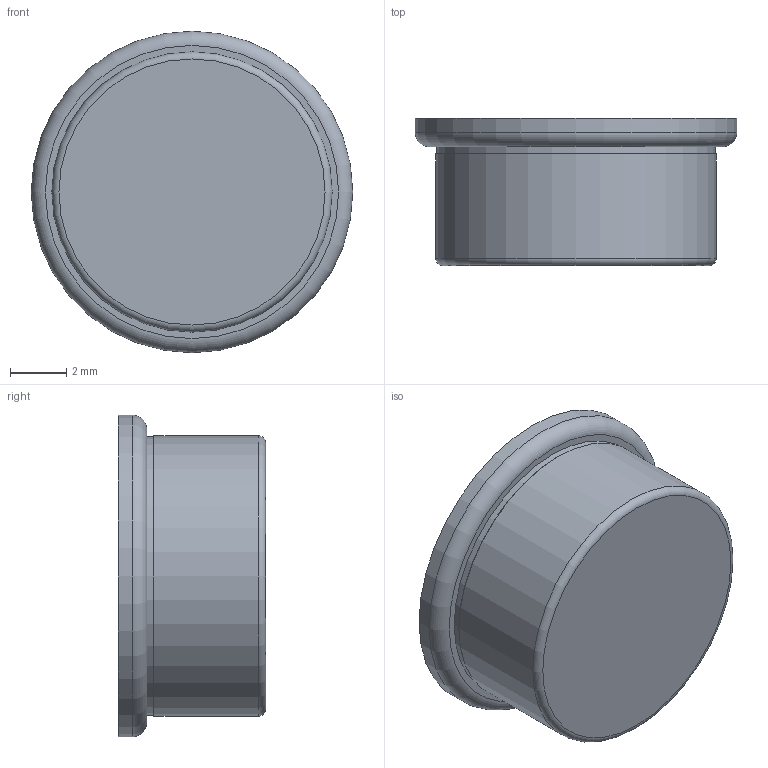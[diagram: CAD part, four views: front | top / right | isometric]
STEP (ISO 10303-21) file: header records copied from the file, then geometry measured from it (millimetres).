
FILE_DESCRIPTION(/* description */ ('SB4011 Series - 3 Amp Momentary Pushbuttons -trmnl_hold-'),/* implementation_level */ '2;1');
FILE_NAME(/* name */ 'SB40-trmnl_hold.ipt.step',/* time_stamp */ '2014-01-07T11:07:34-08:00',/* author */ ('Cadenas PARTsolutions'),/* organization */ ('NKKSWITCHES'),/* preprocessor_version */ 'ST-DEVELOPER v15.2',/* originating_system */ 'Autodesk Inventor 2014',/* authorisation */ '');
FILE_SCHEMA (('AUTOMOTIVE_DESIGN { 1 0 10303 214 3 1 1 }'));
Length unit declared in the file: inch
Products named in the file (1): SB40-trmnl_hold
Bounding box: 11.48 x 5.26 x 11.48 mm (x, y, z)
Volume: 436.2 mm3; surface area: 367.2 mm2
Topology: 1 solids, 1 shells, 9 faces, 14 edges, 9 vertices
Faces by surface type: plane 4, cylinder 3, torus 2
Full cylindrical faces by diameter (mm): 9.957 x1, 10.008 x1, 11.481 x1
Entity records: 197 total; most frequent: DIRECTION 36, CARTESIAN_POINT 26, AXIS2_PLACEMENT_3D 18, EDGE_LOOP 16, ORIENTED_EDGE 16, FACE_BOUND 9, ADVANCED_FACE 9, CIRCLE 8
